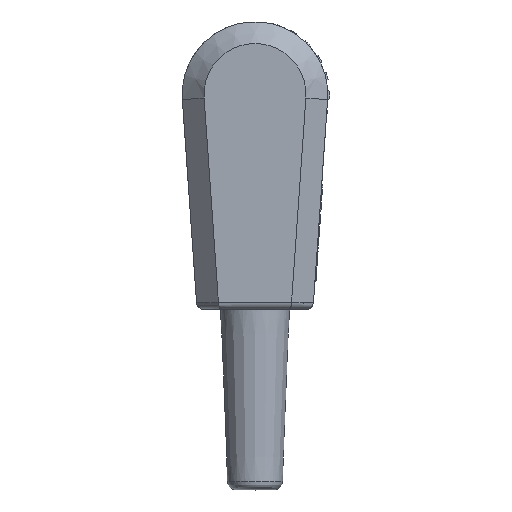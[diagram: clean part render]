
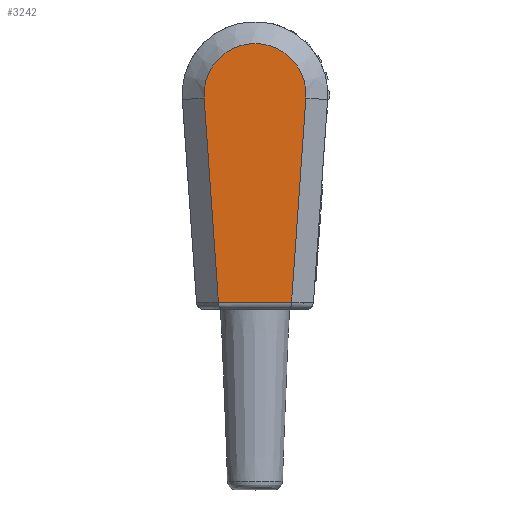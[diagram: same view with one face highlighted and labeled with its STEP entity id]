
A CAD part, top view. The second image highlights one B-rep face of the part: STEP entity #3242.
In plain terms, the highlighted planar face has unit normal (0, 0, 1).
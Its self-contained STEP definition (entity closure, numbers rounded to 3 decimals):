
#2473=CIRCLE('',#11847,7.);
#3242=ADVANCED_FACE('4-0-6',(#4059),#3592,.T.);
#3592=PLANE('',#11955);
#4059=FACE_OUTER_BOUND('',#4598,.T.);
#4598=EDGE_LOOP('',(#6998,#6999,#7000,#7001));
#6998=ORIENTED_EDGE('',*,*,#9602,.T.);
#6999=ORIENTED_EDGE('',*,*,#9603,.T.);
#7000=ORIENTED_EDGE('',*,*,#9417,.T.);
#7001=ORIENTED_EDGE('',*,*,#9601,.T.);
#8184=VERTEX_POINT('',#17412);
#8185=VERTEX_POINT('',#17414);
#8288=VERTEX_POINT('',#17857);
#8289=VERTEX_POINT('',#17861);
#9417=EDGE_CURVE('',#8185,#8184,#2473,.T.);
#9601=EDGE_CURVE('',#8184,#8288,#10374,.T.);
#9602=EDGE_CURVE('',#8288,#8289,#10375,.T.);
#9603=EDGE_CURVE('',#8289,#8185,#10376,.T.);
#10374=LINE('',#17858,#11061);
#10375=LINE('',#17860,#11062);
#10376=LINE('',#17862,#11063);
#11061=VECTOR('',#14300,1.);
#11062=VECTOR('',#14303,1.);
#11063=VECTOR('',#14304,1.);
#11847=AXIS2_PLACEMENT_3D('',#17413,#13935,#13936);
#11955=AXIS2_PLACEMENT_3D('',#17863,#14305,#14306);
#13935=DIRECTION('',(0.,0.,1.));
#13936=DIRECTION('',(0.998,-0.07,0.));
#14300=DIRECTION('',(0.07,-0.998,0.));
#14303=DIRECTION('',(1.,0.,0.));
#14304=DIRECTION('',(0.07,0.998,0.));
#14305=DIRECTION('',(0.,0.,1.));
#14306=DIRECTION('',(1.,0.,0.));
#17412=CARTESIAN_POINT('',(-6.983,21.662,17.925));
#17413=CARTESIAN_POINT('',(0.,22.15,17.925));
#17414=CARTESIAN_POINT('',(6.983,21.662,17.925));
#17857=CARTESIAN_POINT('',(-5.024,-6.35,17.925));
#17858=CARTESIAN_POINT('',(-6.983,21.662,17.925));
#17860=CARTESIAN_POINT('',(-5.024,-6.35,17.925));
#17861=CARTESIAN_POINT('',(5.024,-6.35,17.925));
#17862=CARTESIAN_POINT('',(5.024,-6.35,17.925));
#17863=CARTESIAN_POINT('',(-7.853,-9.325,17.925));
